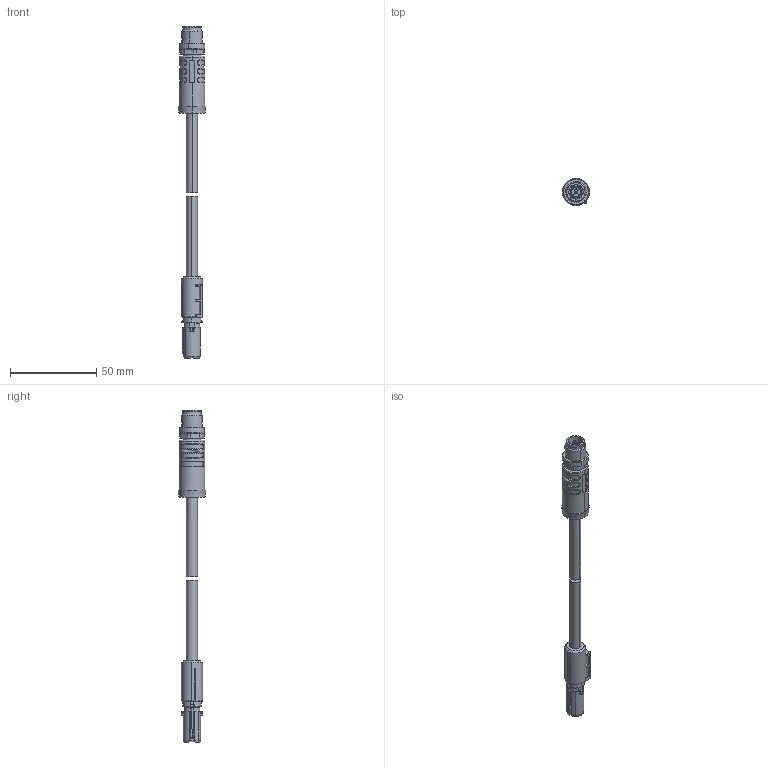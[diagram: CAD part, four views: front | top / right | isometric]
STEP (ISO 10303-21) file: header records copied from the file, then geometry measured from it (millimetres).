
FILE_DESCRIPTION(('CATIA V5 STEP Exchange','CAx-IF Rec.Pracs.--- Model Styling and Organization---1.4--- 2014-01-23'),'2;1');
FILE_NAME ('477413-7_0_2451130050_2451130050.stp','2020-07-27T14:01:32+00:00',('none'),('Weidmueller'),'CATIA Version 5-6 Release 2016 SP3 HF44','CATIA V5 STEP AP214','none');
FILE_SCHEMA(('AUTOMOTIVE_DESIGN { 1 0 10303 214 1 1 1 1 }'));
Length unit declared in the file: millimetre
Products named in the file (1): 2451130050
Bounding box: 16 x 16 x 192.13 mm (x, y, z)
Volume: 14745.4 mm3; surface area: 9567.3 mm2
Topology: 27 solids, 27 shells, 873 faces, 2230 edges, 1381 vertices
Faces by surface type: plane 297, cylinder 213, cone 89, bspline 86, sphere 68, extrusion 68, torus 52
Entity records: 28454 total; most frequent: CARTESIAN_POINT 10352, ORIENTED_EDGE 4320, DIRECTION 2714, EDGE_CURVE 2102, VERTEX_POINT 1323, AXIS2_PLACEMENT_3D 1226, EDGE_LOOP 931, ADVANCED_FACE 873
